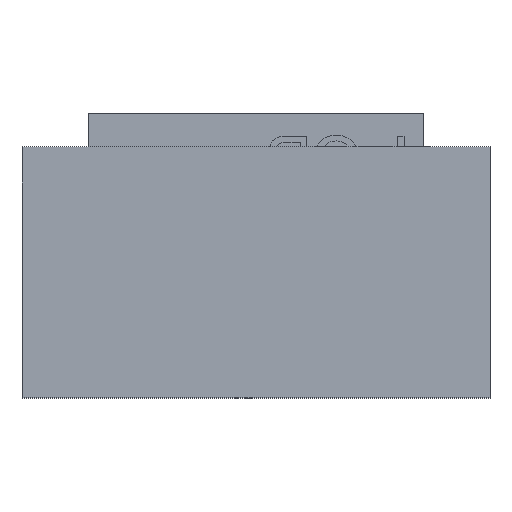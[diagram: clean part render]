
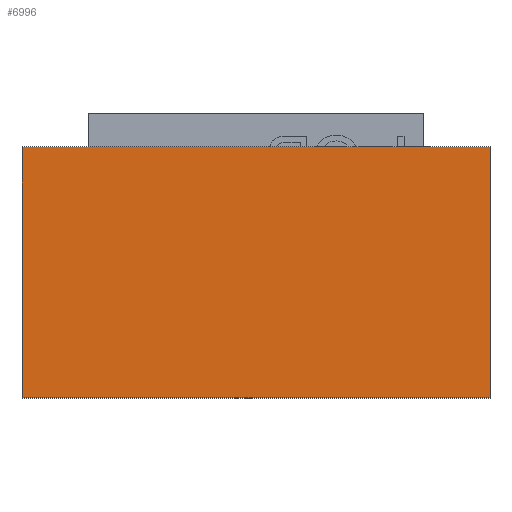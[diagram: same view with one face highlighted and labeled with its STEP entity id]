
A CAD part, top view. The second image highlights one B-rep face of the part: STEP entity #6996.
In plain terms, the highlighted planar face has unit normal (0, 0, 1).
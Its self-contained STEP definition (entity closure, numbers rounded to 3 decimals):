
#1051=FACE_OUTER_BOUND('',#1464,.T.);
#1464=EDGE_LOOP('',(#6412,#6413,#6414,#6415));
#2059=LINE('',#12971,#2681);
#2081=LINE('',#13034,#2703);
#2085=LINE('',#13044,#2707);
#2086=LINE('',#13045,#2708);
#2681=VECTOR('',#8453,10.);
#2703=VECTOR('',#8517,10.);
#2707=VECTOR('',#8529,10.);
#2708=VECTOR('',#8530,10.);
#3362=VERTEX_POINT('',#12968);
#3363=VERTEX_POINT('',#12970);
#3383=VERTEX_POINT('',#13032);
#3385=VERTEX_POINT('',#13043);
#4363=EDGE_CURVE('',#3363,#3362,#2059,.T.);
#4394=EDGE_CURVE('',#3362,#3383,#2081,.T.);
#4398=EDGE_CURVE('',#3383,#3385,#2085,.T.);
#4399=EDGE_CURVE('',#3385,#3363,#2086,.T.);
#6412=ORIENTED_EDGE('',*,*,#4394,.T.);
#6413=ORIENTED_EDGE('',*,*,#4398,.T.);
#6414=ORIENTED_EDGE('',*,*,#4399,.T.);
#6415=ORIENTED_EDGE('',*,*,#4363,.T.);
#6615=PLANE('',#7341);
#6996=ADVANCED_FACE('',(#1051),#6615,.F.);
#7341=AXIS2_PLACEMENT_3D('',#13042,#8527,#8528);
#8453=DIRECTION('',(-1.,0.,0.));
#8517=DIRECTION('',(0.,-1.,0.));
#8527=DIRECTION('center_axis',(0.,0.,
-1.));
#8528=DIRECTION('ref_axis',(1.,0.,0.));
#8529=DIRECTION('',(1.,0.,0.));
#8530=DIRECTION('',(0.,1.,0.));
#12968=CARTESIAN_POINT('',(-14.,10.,12.3));
#12970=CARTESIAN_POINT('',(14.,10.,12.3));
#12971=CARTESIAN_POINT('',(-14.,10.,12.3));
#13032=CARTESIAN_POINT('',(-14.,-5.,12.3));
#13034=CARTESIAN_POINT('',(-14.,-5.,12.3));
#13042=CARTESIAN_POINT('Origin',(0.,2.5,12.3));
#13043=CARTESIAN_POINT('',(14.,-5.,12.3));
#13044=CARTESIAN_POINT('',(14.,-5.,12.3));
#13045=CARTESIAN_POINT('',(14.,10.,12.3));
